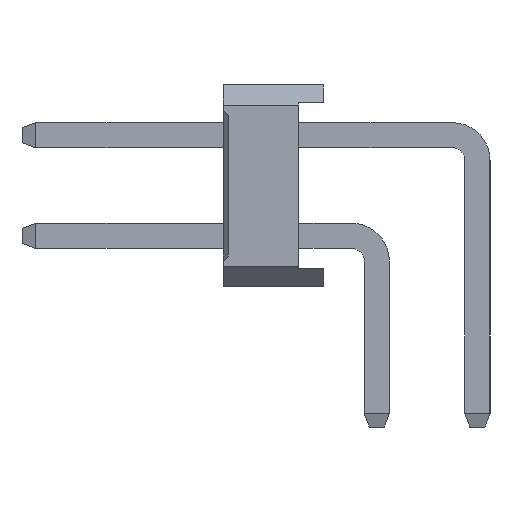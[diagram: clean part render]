
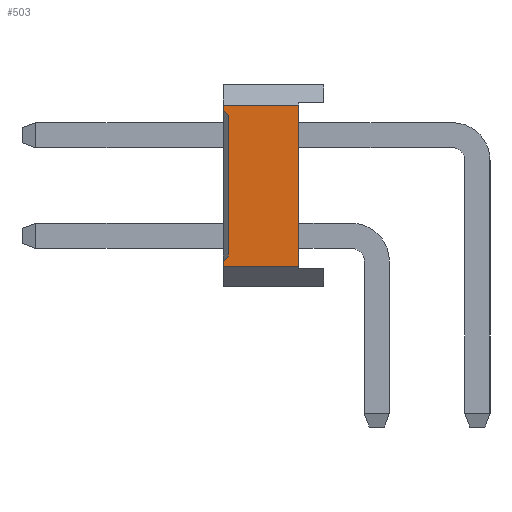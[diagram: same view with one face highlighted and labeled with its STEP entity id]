
A CAD part, left-side view. The second image highlights one B-rep face of the part: STEP entity #503.
In plain terms, the highlighted planar face has unit normal (-1, 0, 0).
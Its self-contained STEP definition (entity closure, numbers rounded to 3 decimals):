
#503=ADVANCED_FACE('',(#8903),#8905,.T.);
#8903=FACE_BOUND('',#8904,.T.);
#8904=EDGE_LOOP('',(#15713,#15714,#15715,#15716,#15717,#15718,#15719,#15720));
#8905=PLANE('',#8906);
#8906=AXIS2_PLACEMENT_3D('',#8907,#8908,#8909);
#8907=CARTESIAN_POINT('',(-1.,1.05,0.4));
#8908=DIRECTION('',(-1.,0.,0.));
#8909=DIRECTION('',(0.,0.,1.));
#15713=ORIENTED_EDGE('',*,*,#20221,.F.);
#15714=ORIENTED_EDGE('',*,*,#20222,.T.);
#15715=ORIENTED_EDGE('',*,*,#20223,.F.);
#15716=ORIENTED_EDGE('',*,*,#19812,.F.);
#15717=ORIENTED_EDGE('',*,*,#20219,.F.);
#15718=ORIENTED_EDGE('',*,*,#20224,.T.);
#15719=ORIENTED_EDGE('',*,*,#20225,.T.);
#15720=ORIENTED_EDGE('',*,*,#19816,.F.);
#19812=EDGE_CURVE('',#22165,#22167,#22168,.T.);
#19816=EDGE_CURVE('',#22173,#22175,#22176,.T.);
#20219=EDGE_CURVE('',#22930,#22165,#22932,.T.);
#20221=EDGE_CURVE('',#22934,#22173,#22935,.F.);
#20222=EDGE_CURVE('',#22934,#22936,#22937,.T.);
#20223=EDGE_CURVE('',#22167,#22936,#22938,.F.);
#20224=EDGE_CURVE('',#22930,#22939,#22940,.T.);
#20225=EDGE_CURVE('',#22939,#22175,#22941,.T.);
#22165=VERTEX_POINT('',#26018);
#22167=VERTEX_POINT('',#26022);
#22168=LINE('',#26023,#26024);
#22173=VERTEX_POINT('',#26034);
#22175=VERTEX_POINT('',#26038);
#22176=LINE('',#26039,#26040);
#22930=VERTEX_POINT('',#27597);
#22932=LINE('',#27601,#27602);
#22934=VERTEX_POINT('',#27607);
#22935=LINE('',#27608,#27609);
#22936=VERTEX_POINT('',#27611);
#22937=LINE('',#27612,#27613);
#22938=LINE('',#27615,#27616);
#22939=VERTEX_POINT('',#27618);
#22940=LINE('',#27619,#27620);
#22941=LINE('',#27622,#27623);
#26018=CARTESIAN_POINT('',(-1.,3.05,0.4));
#26022=CARTESIAN_POINT('',(-1.,3.05,0.5));
#26023=CARTESIAN_POINT('',(-1.,3.05,0.4));
#26024=VECTOR('',#26025,1.);
#26025=DIRECTION('',(0.,0.,1.));
#26034=CARTESIAN_POINT('',(-1.,3.05,3.5));
#26038=CARTESIAN_POINT('',(-1.,3.05,3.6));
#26039=CARTESIAN_POINT('',(-1.,3.05,3.5));
#26040=VECTOR('',#26041,1.);
#26041=DIRECTION('',(0.,0.,1.));
#27597=CARTESIAN_POINT('',(-1.,1.55,0.4));
#27601=CARTESIAN_POINT('',(-1.,1.55,0.4));
#27602=VECTOR('',#27603,1.);
#27603=DIRECTION('',(0.,1.,0.));
#27607=CARTESIAN_POINT('',(-1.,2.95,3.4));
#27608=CARTESIAN_POINT('',(-1.,3.05,3.5));
#27609=VECTOR('',#27610,1.);
#27610=DIRECTION('',(0.,-0.707,-0.707));
#27611=CARTESIAN_POINT('',(-1.,2.95,0.6));
#27612=CARTESIAN_POINT('',(-1.,2.95,3.4));
#27613=VECTOR('',#27614,1.);
#27614=DIRECTION('',(0.,0.,-1.));
#27615=CARTESIAN_POINT('',(-1.,2.95,0.6));
#27616=VECTOR('',#27617,1.);
#27617=DIRECTION('',(0.,0.707,-0.707));
#27618=CARTESIAN_POINT('',(-1.,1.55,3.6));
#27619=CARTESIAN_POINT('',(-1.,1.55,0.4));
#27620=VECTOR('',#27621,1.);
#27621=DIRECTION('',(0.,0.,1.));
#27622=CARTESIAN_POINT('',(-1.,1.55,3.6));
#27623=VECTOR('',#27624,1.);
#27624=DIRECTION('',(0.,1.,0.));
